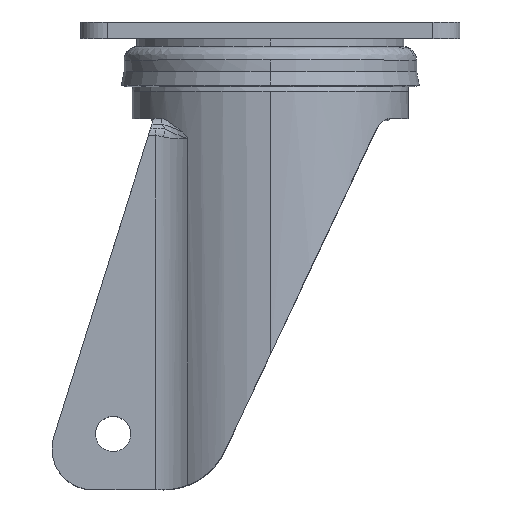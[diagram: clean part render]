
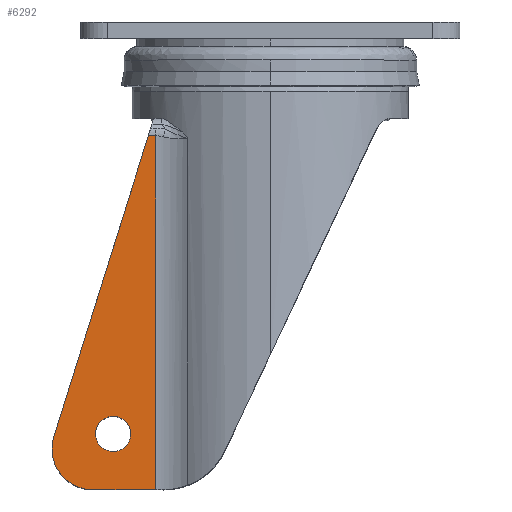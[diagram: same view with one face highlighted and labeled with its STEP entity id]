
A CAD part, top view. The second image highlights one B-rep face of the part: STEP entity #6292.
In plain terms, the highlighted planar face has unit normal (0, 0, 1).
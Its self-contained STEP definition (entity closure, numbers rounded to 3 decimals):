
#18 = CARTESIAN_POINT ( 'NONE',  ( -65.57, -140.5, 37. ) ) ;
#25 = ORIENTED_EDGE ( 'NONE', *, *, #6081, .T. ) ;
#60 = DIRECTION ( 'NONE',  ( 0., 0., 1. ) ) ;
#115 = DIRECTION ( 'NONE',  ( 1., 0., 0. ) ) ;
#183 = DIRECTION ( 'NONE',  ( -1., 0., 0. ) ) ;
#201 = ORIENTED_EDGE ( 'NONE', *, *, #8369, .T. ) ;
#295 = AXIS2_PLACEMENT_3D ( 'NONE', #6259, #7109, #355 ) ;
#355 = DIRECTION ( 'NONE',  ( 1., 0., 0. ) ) ;
#514 = VERTEX_POINT ( 'NONE', #3783 ) ;
#869 = EDGE_CURVE ( 'NONE', #2744, #3954, #6027, .T. ) ;
#1082 = EDGE_CURVE ( 'NONE', #2744, #1346, #6112, .T. ) ;
#1262 = EDGE_CURVE ( 'NONE', #1442, #2486, #4137, .T. ) ;
#1264 = CARTESIAN_POINT ( 'NONE',  ( -90., -24.929, 37. ) ) ;
#1346 = VERTEX_POINT ( 'NONE', #4157 ) ;
#1385 = CARTESIAN_POINT ( 'NONE',  ( -80.57, -140.5, 37. ) ) ;
#1386 = VECTOR ( 'NONE', #8668, 1000. ) ;
#1442 = VERTEX_POINT ( 'NONE', #3172 ) ;
#1600 = CIRCLE ( 'NONE', #8612, 6.5 ) ;
#1914 = ORIENTED_EDGE ( 'NONE', *, *, #1262, .T. ) ;
#2486 = VERTEX_POINT ( 'NONE', #1385 ) ;
#2744 = VERTEX_POINT ( 'NONE', #2991 ) ;
#2991 = CARTESIAN_POINT ( 'NONE',  ( -42.332, -155.5, 37. ) ) ;
#3018 = CARTESIAN_POINT ( 'NONE',  ( -45.018, -24.929, 37. ) ) ;
#3085 = DIRECTION ( 'NONE',  ( -1., 0., 0. ) ) ;
#3142 = CARTESIAN_POINT ( 'NONE',  ( -58., -134.94, 37. ) ) ;
#3172 = CARTESIAN_POINT ( 'NONE',  ( -79.882, -136.008, 37. ) ) ;
#3453 = AXIS2_PLACEMENT_3D ( 'NONE', #10336, #11314, #5502 ) ;
#3574 = ORIENTED_EDGE ( 'NONE', *, *, #4574, .T. ) ;
#3606 = ORIENTED_EDGE ( 'NONE', *, *, #10382, .T. ) ;
#3756 = EDGE_LOOP ( 'NONE', ( #4215, #3574, #4483, #1914, #25, #9369 ) ) ;
#3783 = CARTESIAN_POINT ( 'NONE',  ( -64.5, -134.94, 37. ) ) ;
#3954 = VERTEX_POINT ( 'NONE', #9668 ) ;
#4016 = VERTEX_POINT ( 'NONE', #3018 ) ;
#4137 = CIRCLE ( 'NONE', #7358, 15. ) ;
#4157 = CARTESIAN_POINT ( 'NONE',  ( -65.57, -155.5, 37. ) ) ;
#4215 = ORIENTED_EDGE ( 'NONE', *, *, #869, .T. ) ;
#4301 = CARTESIAN_POINT ( 'NONE',  ( -42.332, -155.5, 37. ) ) ;
#4462 = CARTESIAN_POINT ( 'NONE',  ( -51.5, -134.94, 37. ) ) ;
#4483 = ORIENTED_EDGE ( 'NONE', *, *, #5070, .T. ) ;
#4574 = EDGE_CURVE ( 'NONE', #3954, #4016, #9700, .T. ) ;
#5070 = EDGE_CURVE ( 'NONE', #4016, #1442, #11360, .T. ) ;
#5373 = EDGE_LOOP ( 'NONE', ( #3606, #201 ) ) ;
#5502 = DIRECTION ( 'NONE',  ( -1., 0., 0. ) ) ;
#5737 = FACE_OUTER_BOUND ( 'NONE', #3756, .T. ) ;
#6027 = B_SPLINE_CURVE_WITH_KNOTS ( 'NONE', 3,
 ( #4301, #10149, #12006, #7143 ),
 .UNSPECIFIED., .F., .F.,
 ( 4, 4 ),
 ( 0., 1. ),
 .UNSPECIFIED. ) ;
#6068 = DIRECTION ( 'NONE',  ( -0.299, -0.954, 0. ) ) ;
#6081 = EDGE_CURVE ( 'NONE', #2486, #1346, #7253, .T. ) ;
#6112 = LINE ( 'NONE', #10625, #1386 ) ;
#6216 = DIRECTION ( 'NONE',  ( 0., 0., -1. ) ) ;
#6259 = CARTESIAN_POINT ( 'NONE',  ( -90., -18.5, 37. ) ) ;
#6292 = ADVANCED_FACE ( 'NONE', ( #10897, #5737 ), #7190, .T. ) ;
#6376 = VECTOR ( 'NONE', #6068, 1000. ) ;
#7109 = DIRECTION ( 'NONE',  ( 0., 0., 1. ) ) ;
#7143 = CARTESIAN_POINT ( 'NONE',  ( -42.332, -24.929, 37. ) ) ;
#7190 = PLANE ( 'NONE',  #295 ) ;
#7253 = CIRCLE ( 'NONE', #3453, 15. ) ;
#7358 = AXIS2_PLACEMENT_3D ( 'NONE', #18, #60, #3085 ) ;
#7587 = VERTEX_POINT ( 'NONE', #4462 ) ;
#8046 = CARTESIAN_POINT ( 'NONE',  ( -86., -155.5, 37. ) ) ;
#8369 = EDGE_CURVE ( 'NONE', #514, #7587, #1600, .T. ) ;
#8612 = AXIS2_PLACEMENT_3D ( 'NONE', #10118, #6216, #12018 ) ;
#8668 = DIRECTION ( 'NONE',  ( -1., 0., 0. ) ) ;
#9228 = AXIS2_PLACEMENT_3D ( 'NONE', #3142, #10882, #115 ) ;
#9369 = ORIENTED_EDGE ( 'NONE', *, *, #1082, .F. ) ;
#9668 = CARTESIAN_POINT ( 'NONE',  ( -42.332, -24.929, 37. ) ) ;
#9700 = LINE ( 'NONE', #1264, #11376 ) ;
#10118 = CARTESIAN_POINT ( 'NONE',  ( -58., -134.94, 37. ) ) ;
#10149 = CARTESIAN_POINT ( 'NONE',  ( -42.332, -111.976, 37. ) ) ;
#10336 = CARTESIAN_POINT ( 'NONE',  ( -65.57, -140.5, 37. ) ) ;
#10382 = EDGE_CURVE ( 'NONE', #7587, #514, #10849, .T. ) ;
#10625 = CARTESIAN_POINT ( 'NONE',  ( 0., -155.5, 37. ) ) ;
#10849 = CIRCLE ( 'NONE', #9228, 6.5 ) ;
#10882 = DIRECTION ( 'NONE',  ( 0., 0., -1. ) ) ;
#10897 = FACE_BOUND ( 'NONE', #5373, .T. ) ;
#11314 = DIRECTION ( 'NONE',  ( 0., 0., 1. ) ) ;
#11360 = LINE ( 'NONE', #8046, #6376 ) ;
#11376 = VECTOR ( 'NONE', #183, 1000. ) ;
#12006 = CARTESIAN_POINT ( 'NONE',  ( -42.332, -68.452, 37. ) ) ;
#12018 = DIRECTION ( 'NONE',  ( 1., 0., 0. ) ) ;
